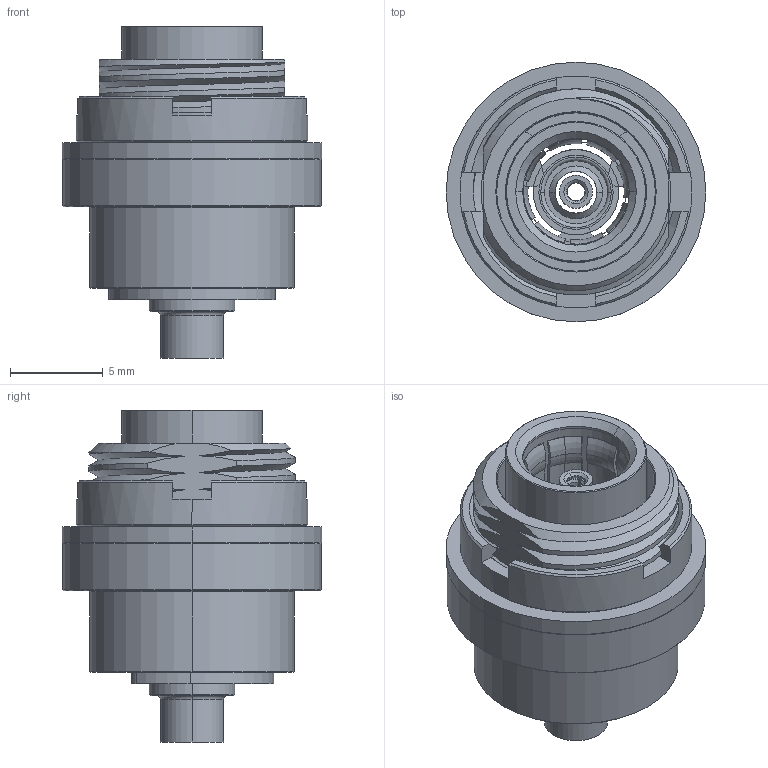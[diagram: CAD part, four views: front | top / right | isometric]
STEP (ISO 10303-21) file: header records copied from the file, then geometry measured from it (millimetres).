
FILE_DESCRIPTION (( 'STEP AP203' ), '1' );
FILE_NAME ('57-267-D3-HA.STEP', '2024-08-08T11:54:30', ( '' ), ( '' ), 'SwSTEP 2.0', 'SolidWorks 2024', '' );
FILE_SCHEMA (( 'CONFIG_CONTROL_DESIGN' ));
Length unit declared in the file: millimetre
Products named in the file (1): 57-267-D3-HA
Bounding box: 14 x 14 x 17.9 mm (x, y, z)
Surface area: 1968.9 mm2 (no closed solid volume)
Topology: 0 solids, 14 shells, 212 faces, 707 edges, 497 vertices
Faces by surface type: plane 68, cylinder 58, cone 37, torus 29, bspline 20
Entity records: 12101 total; most frequent: CARTESIAN_POINT 6296, ORIENTED_EDGE 1147, DIRECTION 1141, EDGE_CURVE 707, VERTEX_POINT 497, AXIS2_PLACEMENT_3D 440, LINE 261, VECTOR 261
